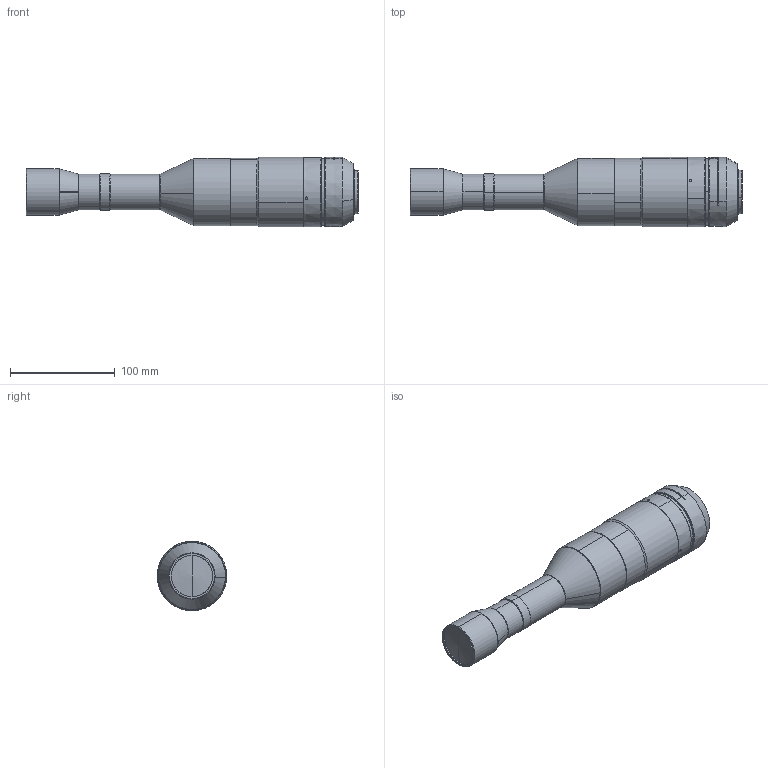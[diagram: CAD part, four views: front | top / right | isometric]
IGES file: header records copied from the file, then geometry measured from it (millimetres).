
Start section: SolidWorks IGES file using analytic representation for surfaces
Global section: file name: DTCA175-15.7-M42-AL.IGS; native system: SolidWorks 2017; preprocessor: SolidWorks 2017; author: frank; date: 210128.150935; units: millimetre
Bounding box: 316.37 x 66 x 66 mm (x, y, z)
Surface area: 57879.3 mm2 (no closed solid volume)
Topology: 0 solids, 0 shells, 107 faces, 2223 edges, 2219 vertices
Faces by surface type: revolution 79, bspline 28
